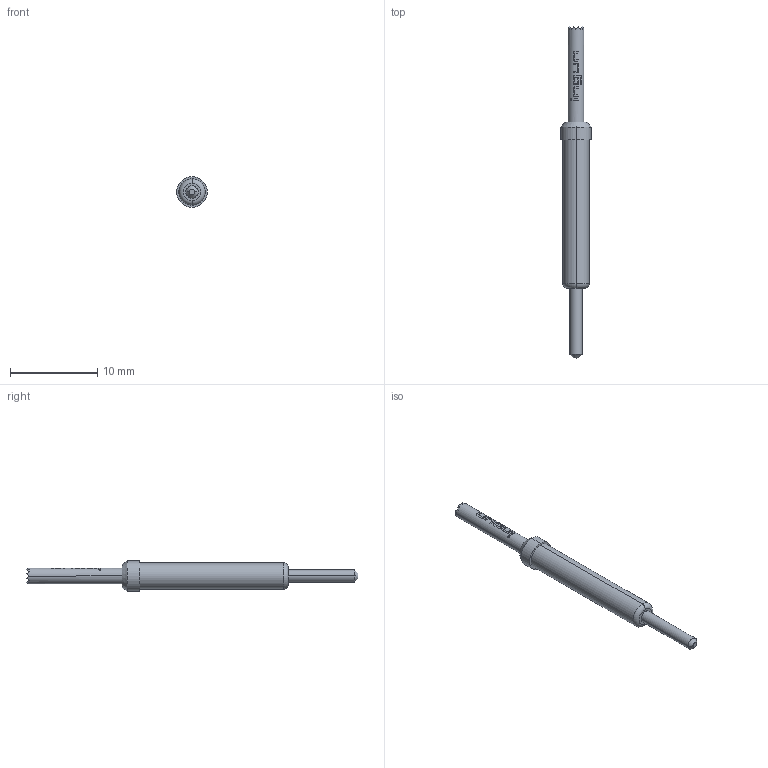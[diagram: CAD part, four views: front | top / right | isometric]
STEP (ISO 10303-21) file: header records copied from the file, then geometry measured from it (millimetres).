
FILE_DESCRIPTION (( 'STEP AP203' ), '1' );
FILE_NAME ('INGUN_GKS-503_206_180_R_xx02.STEP', '2021-12-21T13:32:58', ( 'ochi' ), ( '' ), 'SwSTEP 2.0', 'SolidWorks 2018', '' );
FILE_SCHEMA (( 'CONFIG_CONTROL_DESIGN' ));
Length unit declared in the file: millimetre
Products named in the file (1): INGUN_GKS-503_206_180_R_xx02
Bounding box: 3.5 x 38 x 3.5 mm (x, y, z)
Volume: 176.9 mm3; surface area: 293.1 mm2
Topology: 1 solids, 1 shells, 142 faces, 328 edges, 197 vertices
Faces by surface type: plane 65, bspline 57, cylinder 14, cone 4, torus 2
Entity records: 5219 total; most frequent: CARTESIAN_POINT 2575, ORIENTED_EDGE 656, EDGE_CURVE 328, DIRECTION 304, VERTEX_POINT 197, B_SPLINE_CURVE_WITH_KNOTS 186, EDGE_LOOP 151, FACE_OUTER_BOUND 142
